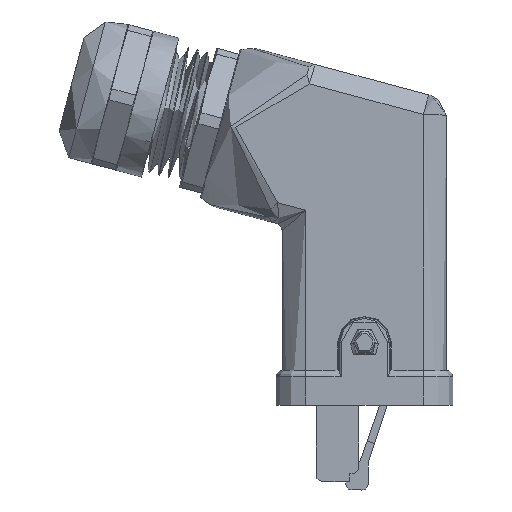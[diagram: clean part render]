
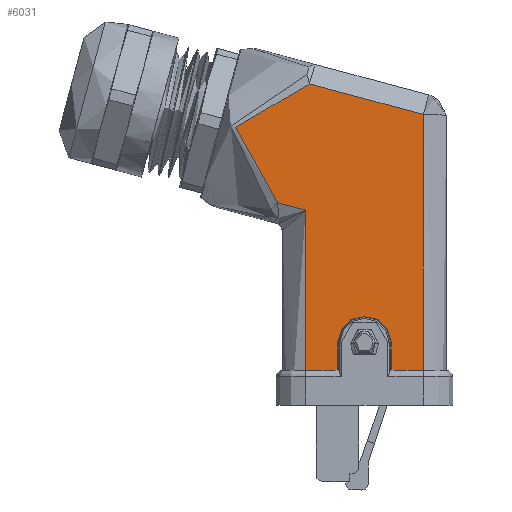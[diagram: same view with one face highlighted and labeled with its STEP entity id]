
A CAD part, left-side view. The second image highlights one B-rep face of the part: STEP entity #6031.
In plain terms, the highlighted planar face has unit normal (-1, 0, 0).
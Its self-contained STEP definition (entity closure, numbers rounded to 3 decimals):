
#5110=B_SPLINE_CURVE_WITH_KNOTS('',3,(#30349,#30350,#30351,#30352,#30353,
#30354,#30355,#30356,#30357,#30358,#30359,#30360,#30361,#30362,#30363,#30364,
#30365,#30366,#30367,#30368,#30369),.UNSPECIFIED.,.F.,.F.,(4,1,1,1,1,1,
1,1,1,1,1,1,1,1,1,1,1,1,4),(0.,0.056,0.111,0.167,
0.222,0.278,0.333,0.389,0.444,
0.5,0.556,0.611,0.667,0.722,0.778,
0.833,0.889,0.944,1.),.UNSPECIFIED.);
#6031=ADVANCED_FACE('',(#7203),#6663,.F.);
#6663=PLANE('',#20321);
#7203=FACE_OUTER_BOUND('',#8032,.T.);
#8032=EDGE_LOOP('',(#10788,#10789,#10790,#10791,#10792,#10793,#10794,#10795,
#10796,#10797));
#8971=CIRCLE('',#20309,4.154);
#10788=ORIENTED_EDGE('',*,*,#16282,.T.);
#10789=ORIENTED_EDGE('',*,*,#16280,.F.);
#10790=ORIENTED_EDGE('',*,*,#16266,.T.);
#10791=ORIENTED_EDGE('',*,*,#16294,.F.);
#10792=ORIENTED_EDGE('',*,*,#16236,.T.);
#10793=ORIENTED_EDGE('',*,*,#16233,.F.);
#10794=ORIENTED_EDGE('',*,*,#16226,.T.);
#10795=ORIENTED_EDGE('',*,*,#16263,.F.);
#10796=ORIENTED_EDGE('',*,*,#16295,.F.);
#10797=ORIENTED_EDGE('',*,*,#16291,.T.);
#14459=VERTEX_POINT('',#30308);
#14460=VERTEX_POINT('',#30370);
#14463=VERTEX_POINT('',#30727);
#14464=VERTEX_POINT('',#30770);
#14474=VERTEX_POINT('',#30894);
#14481=VERTEX_POINT('',#30989);
#14482=VERTEX_POINT('',#30991);
#14492=VERTEX_POINT('',#31025);
#14493=VERTEX_POINT('',#31029);
#14498=VERTEX_POINT('',#31045);
#16226=EDGE_CURVE('',#14460,#14459,#5110,.T.);
#16233=EDGE_CURVE('',#14460,#14463,#17876,.T.);
#16236=EDGE_CURVE('',#14464,#14463,#17877,.T.);
#16263=EDGE_CURVE('',#14474,#14459,#17890,.T.);
#16266=EDGE_CURVE('',#14482,#14481,#17892,.T.);
#16280=EDGE_CURVE('',#14482,#14492,#8971,.T.);
#16282=EDGE_CURVE('',#14493,#14492,#17898,.T.);
#16291=EDGE_CURVE('',#14498,#14493,#17901,.T.);
#16294=EDGE_CURVE('',#14464,#14481,#17903,.T.);
#16295=EDGE_CURVE('',#14498,#14474,#17904,.T.);
#17876=LINE('',#30726,#18926);
#17877=LINE('',#30769,#18927);
#17890=LINE('',#30980,#18940);
#17892=LINE('',#30990,#18942);
#17898=LINE('',#31028,#18948);
#17901=LINE('',#31050,#18951);
#17903=LINE('',#31060,#18953);
#17904=LINE('',#31061,#18954);
#18926=VECTOR('',#22541,1.);
#18927=VECTOR('',#22544,1.);
#18940=VECTOR('',#22579,1.);
#18942=VECTOR('',#22583,1.);
#18948=VECTOR('',#22615,1.);
#18951=VECTOR('',#22634,1.);
#18953=VECTOR('',#22638,1.);
#18954=VECTOR('',#22639,1.);
#20309=AXIS2_PLACEMENT_3D('',#31024,#22609,#22610);
#20321=AXIS2_PLACEMENT_3D('',#31062,#22640,#22641);
#22541=DIRECTION('',(0.,-0.966,-0.259));
#22544=DIRECTION('',(0.,0.,1.));
#22579=DIRECTION('',(0.,0.966,0.259));
#22583=DIRECTION('',(0.,0.,-1.));
#22609=DIRECTION('',(-1.,0.,0.));
#22610=DIRECTION('',(0.,-1.,0.));
#22615=DIRECTION('',(0.,0.,1.));
#22634=DIRECTION('',(0.,-1.,0.));
#22638=DIRECTION('',(0.,1.,0.));
#22639=DIRECTION('',(0.,0.,1.));
#22640=DIRECTION('',(1.,0.,0.));
#22641=DIRECTION('',(0.,-1.,0.));
#30308=CARTESIAN_POINT('',(-12.5,14.391,27.338));
#30349=CARTESIAN_POINT('',(-12.5,9.525,45.498));
#30350=CARTESIAN_POINT('',(-12.5,10.131,45.333));
#30351=CARTESIAN_POINT('',(-12.5,11.354,44.977));
#30352=CARTESIAN_POINT('',(-12.5,13.119,44.406));
#30353=CARTESIAN_POINT('',(-12.5,15.121,43.668));
#30354=CARTESIAN_POINT('',(-12.5,17.265,42.652));
#30355=CARTESIAN_POINT('',(-12.5,18.662,41.731));
#30356=CARTESIAN_POINT('',(-12.5,19.546,40.988));
#30357=CARTESIAN_POINT('',(-12.5,20.417,39.906));
#30358=CARTESIAN_POINT('',(-12.5,20.877,38.864));
#30359=CARTESIAN_POINT('',(-12.5,21.011,37.635));
#30360=CARTESIAN_POINT('',(-12.5,20.907,36.664));
#30361=CARTESIAN_POINT('',(-12.5,20.539,35.479));
#30362=CARTESIAN_POINT('',(-12.5,20.09,34.457));
#30363=CARTESIAN_POINT('',(-12.5,19.237,33.037));
#30364=CARTESIAN_POINT('',(-12.5,18.427,31.889));
#30365=CARTESIAN_POINT('',(-12.5,17.526,30.766));
#30366=CARTESIAN_POINT('',(-12.5,16.79,29.897));
#30367=CARTESIAN_POINT('',(-12.5,15.772,28.766));
#30368=CARTESIAN_POINT('',(-12.5,14.885,27.843));
#30369=CARTESIAN_POINT('',(-12.5,14.391,27.338));
#30370=CARTESIAN_POINT('',(-12.5,9.525,45.498));
#30726=CARTESIAN_POINT('',(-12.5,9.525,45.498));
#30727=CARTESIAN_POINT('',(-12.5,-7.9,40.829));
#30769=CARTESIAN_POINT('',(-12.5,-7.9,1.7));
#30770=CARTESIAN_POINT('',(-12.5,-7.9,1.7));
#30894=CARTESIAN_POINT('',(-12.5,10.1,26.188));
#30980=CARTESIAN_POINT('',(-12.5,10.1,26.188));
#30989=CARTESIAN_POINT('',(-12.5,-3.053,1.7));
#30990=CARTESIAN_POINT('',(-12.5,-3.053,5.9));
#30991=CARTESIAN_POINT('',(-12.5,-3.054,5.9));
#31024=CARTESIAN_POINT('',(-12.5,1.1,5.9));
#31025=CARTESIAN_POINT('',(-12.5,5.253,5.9));
#31028=CARTESIAN_POINT('',(-12.5,5.253,1.7));
#31029=CARTESIAN_POINT('',(-12.5,5.253,1.7));
#31045=CARTESIAN_POINT('',(-12.5,10.1,1.7));
#31050=CARTESIAN_POINT('',(-12.5,10.1,1.7));
#31060=CARTESIAN_POINT('',(-12.5,-7.9,1.7));
#31061=CARTESIAN_POINT('',(-12.5,10.1,1.7));
#31062=CARTESIAN_POINT('',(-12.5,6.536,23.599));
